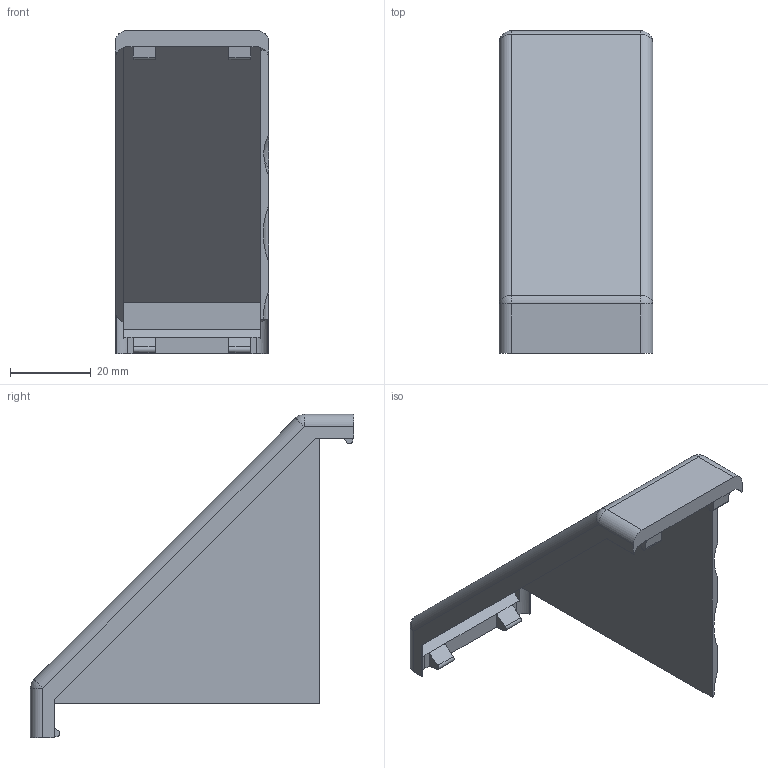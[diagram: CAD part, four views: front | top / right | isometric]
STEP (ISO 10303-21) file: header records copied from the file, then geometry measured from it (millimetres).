
FILE_DESCRIPTION(('STEP AP214'),'1');
FILE_NAME('cctmp_0624F49B-EB2E-45D8-B78C-3B49132B4F1B_2022_03_30_13_56_16_0755..stp','2022-03-30T11:56:16',('Bosch Rexroth AG'),('CADClick - www.CADClick.com'),'Spatial InterOp 3D',' ','unknown authorization - (Healing Option Enabled)');
FILE_SCHEMA(('AUTOMOTIVE_DESIGN'));
Length unit declared in the file: millimetre
Products named in the file (1): 2022_03_30_13_56_16_0746
Bounding box: 38 x 80 x 80 mm (x, y, z)
Volume: 15425.1 mm3; surface area: 16320 mm2
Topology: 1 solids, 1 shells, 78 faces, 199 edges, 123 vertices
Faces by surface type: plane 45, cylinder 24, sphere 9
Entity records: 2980 total; most frequent: DIRECTION 418, CARTESIAN_POINT 401, ORIENTED_EDGE 398, EDGE_CURVE 199, AXIS2_PLACEMENT_3D 140, LINE 138, VECTOR 138, VERTEX_POINT 123
